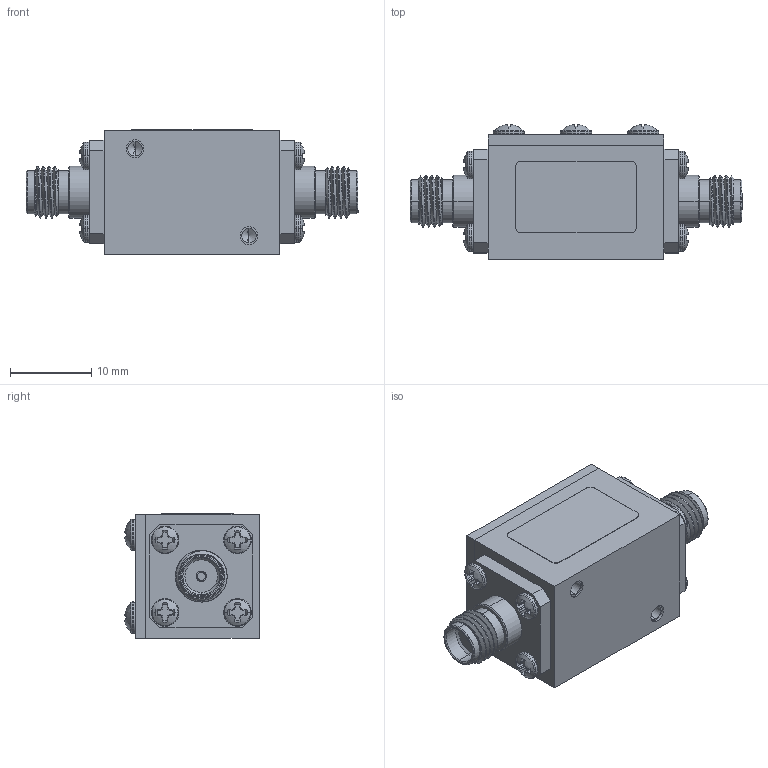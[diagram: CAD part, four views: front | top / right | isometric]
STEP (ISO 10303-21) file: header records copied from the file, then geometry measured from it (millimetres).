
FILE_DESCRIPTION (( 'STEP AP203' ), '1' );
FILE_NAME ('PE87FL1018 ¦ FMFL1018.step', '2019-04-25T23:41:55', ( '' ), ( '' ), 'SwSTEP 2.0', 'SolidWorks 2018', '' );
FILE_SCHEMA (( 'CONFIG_CONTROL_DESIGN' ));
Products named in the file (1): PE87FL1018 ｦ FMFL1018
Bounding box: 40.74 x 16.49 x 15.29 mm (x, y, z)
Volume: 5974.5 mm3; surface area: 2975.2 mm2
Topology: 1 solids, 11 shells, 867 faces, 2308 edges, 1508 vertices
Faces by surface type: plane 345, cylinder 336, cone 80, bspline 58, torus 32, sphere 16
Entity records: 39421 total; most frequent: CARTESIAN_POINT 19222, ORIENTED_EDGE 4608, DIRECTION 3854, EDGE_CURVE 2304, VERTEX_POINT 1508, AXIS2_PLACEMENT_3D 1474, EDGE_LOOP 916, VECTOR 906
